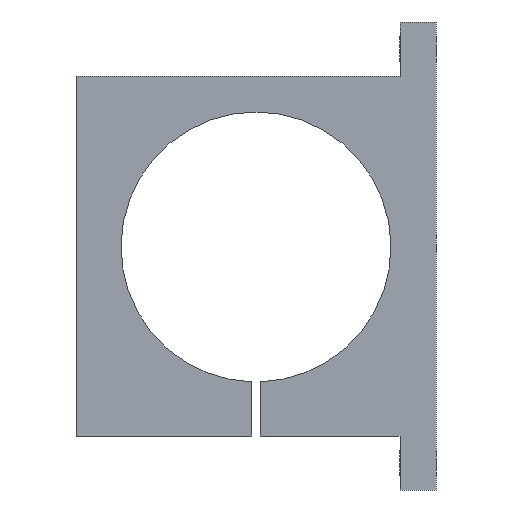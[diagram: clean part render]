
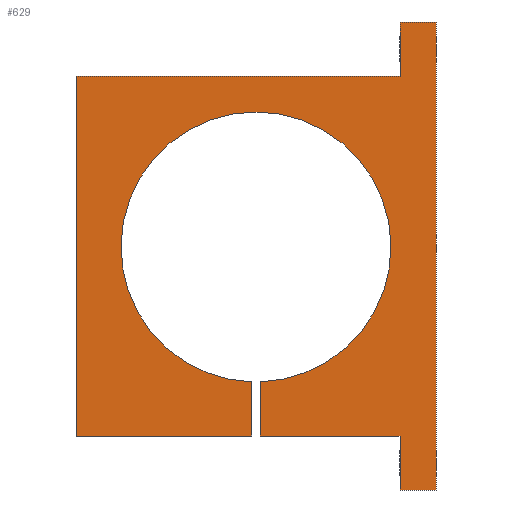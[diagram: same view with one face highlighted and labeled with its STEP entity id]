
A CAD part, left-side view. The second image highlights one B-rep face of the part: STEP entity #629.
In plain terms, the highlighted planar face has unit normal (-1, 0, 0).
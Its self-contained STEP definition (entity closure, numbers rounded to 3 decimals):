
#6 = EDGE_CURVE ( 'NONE', #8, #680, #39, .T. ) ;
#8 = VERTEX_POINT ( 'NONE', #788 ) ;
#19 = EDGE_CURVE ( 'NONE', #814, #882, #743, .T. ) ;
#24 = DIRECTION ( 'NONE',  ( 0., 0., 1. ) ) ;
#39 = LINE ( 'NONE', #860, #757 ) ;
#42 = ORIENTED_EDGE ( 'NONE', *, *, #19, .F. ) ;
#47 = CARTESIAN_POINT ( 'NONE',  ( -10., -2.5, -105. ) ) ;
#52 = ORIENTED_EDGE ( 'NONE', *, *, #6, .F. ) ;
#54 = LINE ( 'NONE', #369, #587 ) ;
#65 = DIRECTION ( 'NONE',  ( 0., -1., 0. ) ) ;
#93 = DIRECTION ( 'NONE',  ( 0., 0., 1. ) ) ;
#102 = FACE_OUTER_BOUND ( 'NONE', #435, .T. ) ;
#105 = VERTEX_POINT ( 'NONE', #808 ) ;
#121 = DIRECTION ( 'NONE',  ( 0., -1., 0. ) ) ;
#123 = EDGE_CURVE ( 'NONE', #208, #814, #871, .T. ) ;
#126 = CARTESIAN_POINT ( 'NONE',  ( -10., 2.5, -74.958 ) ) ;
#127 = VECTOR ( 'NONE', #839, 1000. ) ;
#130 = VECTOR ( 'NONE', #65, 1000. ) ;
#135 = DIRECTION ( 'NONE',  ( -1., 0., 0. ) ) ;
#155 = DIRECTION ( 'NONE',  ( 0., 0., -1. ) ) ;
#170 = EDGE_CURVE ( 'NONE', #396, #276, #256, .T. ) ;
#175 = VERTEX_POINT ( 'NONE', #47 ) ;
#176 = CARTESIAN_POINT ( 'NONE',  ( -10., 100., -105. ) ) ;
#182 = CARTESIAN_POINT ( 'NONE',  ( -10., 2.5, -105. ) ) ;
#188 = VERTEX_POINT ( 'NONE', #393 ) ;
#192 = DIRECTION ( 'NONE',  ( 0., 0., -1. ) ) ;
#197 = CARTESIAN_POINT ( 'NONE',  ( -10., 100., 95. ) ) ;
#199 = CARTESIAN_POINT ( 'NONE',  ( -10., 2.5, -74.958 ) ) ;
#208 = VERTEX_POINT ( 'NONE', #182 ) ;
#217 = EDGE_CURVE ( 'NONE', #680, #396, #754, .T. ) ;
#220 = PLANE ( 'NONE',  #372 ) ;
#239 = DIRECTION ( 'NONE',  ( 0., 0., 1. ) ) ;
#256 = LINE ( 'NONE', #467, #821 ) ;
#276 = VERTEX_POINT ( 'NONE', #330 ) ;
#286 = VECTOR ( 'NONE', #389, 1000. ) ;
#296 = ORIENTED_EDGE ( 'NONE', *, *, #123, .F. ) ;
#327 = EDGE_CURVE ( 'NONE', #882, #8, #687, .T. ) ;
#330 = CARTESIAN_POINT ( 'NONE',  ( -10., -100., -135. ) ) ;
#331 = DIRECTION ( 'NONE',  ( 0., 0., 1. ) ) ;
#336 = LINE ( 'NONE', #679, #482 ) ;
#356 = VERTEX_POINT ( 'NONE', #692 ) ;
#369 = CARTESIAN_POINT ( 'NONE',  ( -10., -2.5, -74.958 ) ) ;
#372 = AXIS2_PLACEMENT_3D ( 'NONE', #438, #573, #155 ) ;
#378 = EDGE_CURVE ( 'NONE', #188, #356, #336, .T. ) ;
#389 = DIRECTION ( 'NONE',  ( 0., 1., 0. ) ) ;
#390 = CIRCLE ( 'NONE', #525, 75. ) ;
#393 = CARTESIAN_POINT ( 'NONE',  ( -10., -80., -135. ) ) ;
#396 = VERTEX_POINT ( 'NONE', #755 ) ;
#400 = VECTOR ( 'NONE', #121, 1000. ) ;
#402 = EDGE_CURVE ( 'NONE', #787, #208, #810, .T. ) ;
#416 = CARTESIAN_POINT ( 'NONE',  ( -10., 100., -105. ) ) ;
#422 = ORIENTED_EDGE ( 'NONE', *, *, #670, .F. ) ;
#431 = CARTESIAN_POINT ( 'NONE',  ( -10., 100., 95. ) ) ;
#434 = ORIENTED_EDGE ( 'NONE', *, *, #471, .F. ) ;
#435 = EDGE_LOOP ( 'NONE', ( #745, #660, #52, #651, #42, #296, #721, #434, #422, #804, #498, #854 ) ) ;
#438 = CARTESIAN_POINT ( 'NONE',  ( -10., 0., 0. ) ) ;
#467 = CARTESIAN_POINT ( 'NONE',  ( -10., -100., 125. ) ) ;
#471 = EDGE_CURVE ( 'NONE', #105, #787, #390, .T. ) ;
#482 = VECTOR ( 'NONE', #331, 1000. ) ;
#498 = ORIENTED_EDGE ( 'NONE', *, *, #378, .F. ) ;
#516 = LINE ( 'NONE', #630, #870 ) ;
#525 = AXIS2_PLACEMENT_3D ( 'NONE', #551, #135, #623 ) ;
#538 = CARTESIAN_POINT ( 'NONE',  ( -10., -80., 125. ) ) ;
#551 = CARTESIAN_POINT ( 'NONE',  ( -10., 0., 0. ) ) ;
#555 = VECTOR ( 'NONE', #239, 1000. ) ;
#566 = EDGE_CURVE ( 'NONE', #356, #175, #516, .T. ) ;
#573 = DIRECTION ( 'NONE',  ( 1., 0., 0. ) ) ;
#587 = VECTOR ( 'NONE', #24, 1000. ) ;
#619 = VECTOR ( 'NONE', #192, 1000. ) ;
#623 = DIRECTION ( 'NONE',  ( 0., 0., -1. ) ) ;
#629 = ADVANCED_FACE ( 'NONE', ( #102 ), #220, .F. ) ;
#630 = CARTESIAN_POINT ( 'NONE',  ( -10., -2.5, -105. ) ) ;
#634 = DIRECTION ( 'NONE',  ( 0., 1., 0. ) ) ;
#651 = ORIENTED_EDGE ( 'NONE', *, *, #327, .F. ) ;
#658 = CARTESIAN_POINT ( 'NONE',  ( -10., 100., -105. ) ) ;
#660 = ORIENTED_EDGE ( 'NONE', *, *, #217, .F. ) ;
#670 = EDGE_CURVE ( 'NONE', #175, #105, #54, .T. ) ;
#679 = CARTESIAN_POINT ( 'NONE',  ( -10., -80., -105. ) ) ;
#680 = VERTEX_POINT ( 'NONE', #791 ) ;
#687 = LINE ( 'NONE', #197, #130 ) ;
#692 = CARTESIAN_POINT ( 'NONE',  ( -10., -80., -105. ) ) ;
#712 = LINE ( 'NONE', #767, #127 ) ;
#721 = ORIENTED_EDGE ( 'NONE', *, *, #402, .F. ) ;
#743 = LINE ( 'NONE', #658, #555 ) ;
#745 = ORIENTED_EDGE ( 'NONE', *, *, #170, .F. ) ;
#754 = LINE ( 'NONE', #538, #400 ) ;
#755 = CARTESIAN_POINT ( 'NONE',  ( -10., -100., 125. ) ) ;
#757 = VECTOR ( 'NONE', #93, 1000. ) ;
#767 = CARTESIAN_POINT ( 'NONE',  ( -10., -100., -135. ) ) ;
#787 = VERTEX_POINT ( 'NONE', #199 ) ;
#788 = CARTESIAN_POINT ( 'NONE',  ( -10., -80., 95. ) ) ;
#791 = CARTESIAN_POINT ( 'NONE',  ( -10., -80., 125. ) ) ;
#801 = EDGE_CURVE ( 'NONE', #276, #188, #712, .T. ) ;
#804 = ORIENTED_EDGE ( 'NONE', *, *, #566, .F. ) ;
#808 = CARTESIAN_POINT ( 'NONE',  ( -10., -2.5, -74.958 ) ) ;
#810 = LINE ( 'NONE', #126, #619 ) ;
#814 = VERTEX_POINT ( 'NONE', #416 ) ;
#821 = VECTOR ( 'NONE', #887, 1000. ) ;
#839 = DIRECTION ( 'NONE',  ( 0., 1., 0. ) ) ;
#854 = ORIENTED_EDGE ( 'NONE', *, *, #801, .F. ) ;
#860 = CARTESIAN_POINT ( 'NONE',  ( -10., -80., 95. ) ) ;
#870 = VECTOR ( 'NONE', #634, 1000. ) ;
#871 = LINE ( 'NONE', #176, #286 ) ;
#882 = VERTEX_POINT ( 'NONE', #431 ) ;
#887 = DIRECTION ( 'NONE',  ( 0., 0., -1. ) ) ;
